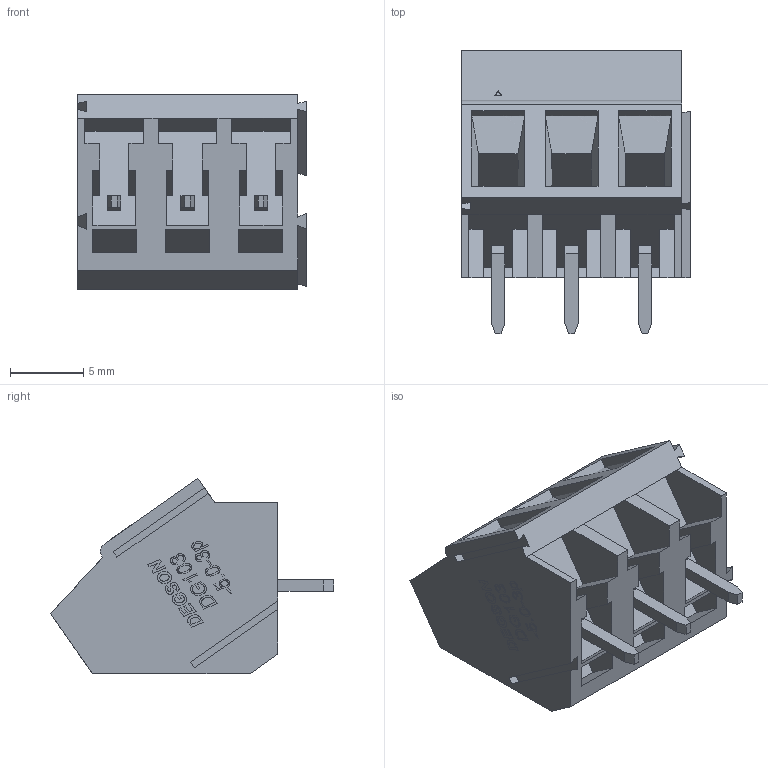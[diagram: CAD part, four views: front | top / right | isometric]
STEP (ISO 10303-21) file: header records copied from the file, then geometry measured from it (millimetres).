
FILE_DESCRIPTION (( 'STEP AP214' ), '1' );
FILE_NAME ('DG103-5.0-03P-14-00AH.STEP', '2021-01-09T22:14:52', ( '' ), ( '' ), 'SwSTEP 2.0', 'SolidWorks 2020', '' );
FILE_SCHEMA (( 'AUTOMOTIVE_DESIGN' ));
Length unit declared in the file: millimetre
Products named in the file (1): DG103-5.0-03P-14-00AH
Bounding box: 15.6 x 19.3 x 13.3 mm (x, y, z)
Volume: 1632.3 mm3; surface area: 1999.8 mm2
Topology: 1 solids, 1 shells, 495 faces, 1311 edges, 861 vertices
Faces by surface type: plane 306, bspline 155, cylinder 19, torus 15
Entity records: 26704 total; most frequent: CARTESIAN_POINT 11635, ORIENTED_EDGE 2622, DIRECTION 1763, EDGE_CURVE 1311, LINE 909, VECTOR 909, VERTEX_POINT 861, EDGE_LOOP 538
